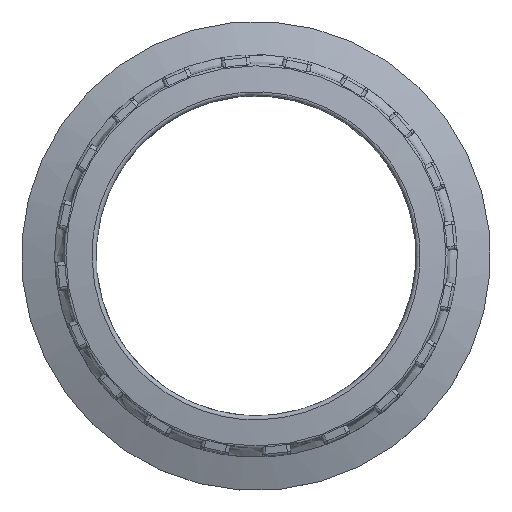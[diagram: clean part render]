
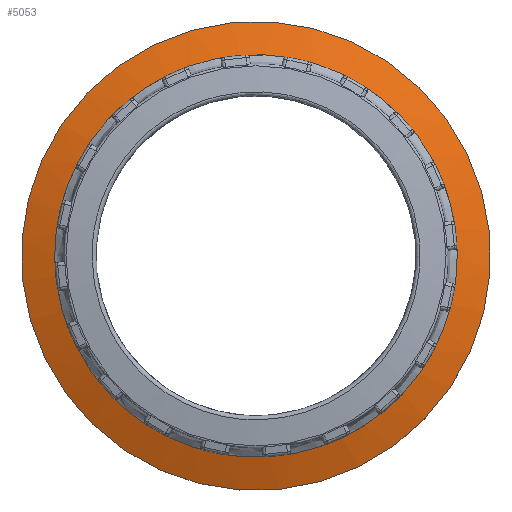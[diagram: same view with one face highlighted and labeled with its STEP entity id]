
A CAD part, top view. The second image highlights one B-rep face of the part: STEP entity #5053.
In plain terms, the highlighted conical face has half-angle 70 degrees and reference radius 32 mm.
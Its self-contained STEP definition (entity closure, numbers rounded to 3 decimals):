
#191=CONICAL_SURFACE('',#5381,32.,1.222);
#194=LINE('',#7560,#566);
#566=VECTOR('',#5930,32.);
#1075=FACE_OUTER_BOUND('',#1387,.T.);
#1387=EDGE_LOOP('',(#3452,#3453,#3454,#3455,#3456));
#1703=B_SPLINE_CURVE_WITH_KNOTS('',3,(#7525,#7526,#7527,#7528),
 .UNSPECIFIED.,.F.,.F.,(4,4),(-3.142,-3.037),
 .UNSPECIFIED.);
#1704=B_SPLINE_CURVE_WITH_KNOTS('',3,(#7529,#7530,#7531,#7532,#7533,#7534,
#7535,#7536,#7537,#7538,#7539,#7540,#7541,#7542,#7543,#7544,#7545,#7546,
#7547,#7548,#7549,#7550,#7551,#7552,#7553,#7554,#7555,#7556,#7557,#7558),
 .UNSPECIFIED.,.F.,.F.,(4,2,2,2,2,2,2,2,2,2,2,2,2,2,4),(-3.037,
-2.842,-2.41,-1.999,-1.541,
-1.092,-0.62,-0.154,0.325,
0.801,1.283,1.764,2.248,2.731,
3.142),.UNSPECIFIED.);
#1908=CIRCLE('',#5382,33.);
#2139=VERTEX_POINT('',#7523);
#2140=VERTEX_POINT('',#7524);
#2141=VERTEX_POINT('',#7559);
#2639=EDGE_CURVE('',#2139,#2140,#1703,.T.);
#2640=EDGE_CURVE('',#2140,#2139,#1704,.T.);
#2641=EDGE_CURVE('',#2140,#2141,#194,.T.);
#2642=EDGE_CURVE('',#2141,#2141,#1908,.T.);
#3452=ORIENTED_EDGE('',*,*,#2639,.F.);
#3453=ORIENTED_EDGE('',*,*,#2640,.F.);
#3454=ORIENTED_EDGE('',*,*,#2641,.T.);
#3455=ORIENTED_EDGE('',*,*,#2642,.F.);
#3456=ORIENTED_EDGE('',*,*,#2641,.F.);
#5053=ADVANCED_FACE('',(#1075),#191,.T.);
#5381=AXIS2_PLACEMENT_3D('',#7522,#5928,#5929);
#5382=AXIS2_PLACEMENT_3D('',#7561,#5931,#5932);
#5928=DIRECTION('center_axis',(0.,0.,
-1.));
#5929=DIRECTION('ref_axis',(0.995,0.104,0.));
#5930=DIRECTION('',(-0.935,-0.098,-0.342));
#5931=DIRECTION('center_axis',(0.,0.,
-1.));
#5932=DIRECTION('ref_axis',(0.995,0.104,0.));
#7522=CARTESIAN_POINT('Origin',(173.972,-124.875,10.834));
#7523=CARTESIAN_POINT('',(145.656,-124.876,12.175));
#7524=CARTESIAN_POINT('',(145.81,-127.823,12.174));
#7525=CARTESIAN_POINT('Ctrl Pts',(145.656,-124.876,12.175));
#7526=CARTESIAN_POINT('Ctrl Pts',(145.656,-125.86,12.175));
#7527=CARTESIAN_POINT('Ctrl Pts',(145.708,-126.844,12.174));
#7528=CARTESIAN_POINT('Ctrl Pts',(145.81,-127.823,12.174));
#7529=CARTESIAN_POINT('Ctrl Pts',(145.81,-127.823,12.174));
#7530=CARTESIAN_POINT('Ctrl Pts',(146.002,-129.66,12.173));
#7531=CARTESIAN_POINT('Ctrl Pts',(146.375,-131.479,12.172));
#7532=CARTESIAN_POINT('Ctrl Pts',(148.124,-137.133,12.17));
#7533=CARTESIAN_POINT('Ctrl Pts',(150.178,-140.757,12.168));
#7534=CARTESIAN_POINT('Ctrl Pts',(155.491,-146.677,12.166));
#7535=CARTESIAN_POINT('Ctrl Pts',(158.685,-149.025,12.165));
#7536=CARTESIAN_POINT('Ctrl Pts',(166.153,-152.432,12.163));
#7537=CARTESIAN_POINT('Ctrl Pts',(170.504,-153.309,12.163));
#7538=CARTESIAN_POINT('Ctrl Pts',(179.058,-153.051,12.163));
#7539=CARTESIAN_POINT('Ctrl Pts',(183.256,-151.959,12.164));
#7540=CARTESIAN_POINT('Ctrl Pts',(190.966,-147.959,12.165));
#7541=CARTESIAN_POINT('Ctrl Pts',(194.423,-144.961,12.167));
#7542=CARTESIAN_POINT('Ctrl Pts',(199.573,-137.752,12.17));
#7543=CARTESIAN_POINT('Ctrl Pts',(201.281,-133.56,12.171));
#7544=CARTESIAN_POINT('Ctrl Pts',(202.646,-124.741,12.175));
#7545=CARTESIAN_POINT('Ctrl Pts',(202.248,-120.113,12.177));
#7546=CARTESIAN_POINT('Ctrl Pts',(199.37,-111.574,12.181));
#7547=CARTESIAN_POINT('Ctrl Pts',(196.904,-107.667,12.182));
#7548=CARTESIAN_POINT('Ctrl Pts',(190.409,-101.374,12.185));
#7549=CARTESIAN_POINT('Ctrl Pts',(186.368,-99.014,12.186));
#7550=CARTESIAN_POINT('Ctrl Pts',(177.654,-96.436,12.187));
#7551=CARTESIAN_POINT('Ctrl Pts',(172.992,-96.215,12.187));
#7552=CARTESIAN_POINT('Ctrl Pts',(164.058,-97.962,12.186));
#7553=CARTESIAN_POINT('Ctrl Pts',(159.798,-99.941,12.186));
#7554=CARTESIAN_POINT('Ctrl Pts',(152.684,-105.656,12.183));
#7555=CARTESIAN_POINT('Ctrl Pts',(149.836,-109.384,12.182));
#7556=CARTESIAN_POINT('Ctrl Pts',(146.464,-117.119,12.178));
#7557=CARTESIAN_POINT('Ctrl Pts',(145.656,-120.997,12.177));
#7558=CARTESIAN_POINT('Ctrl Pts',(145.656,-124.876,12.175));
#7559=CARTESIAN_POINT('',(141.152,-128.31,10.469));
#7560=CARTESIAN_POINT('',(142.146,-128.206,10.833));
#7561=CARTESIAN_POINT('Origin',(173.972,-124.875,10.47));
